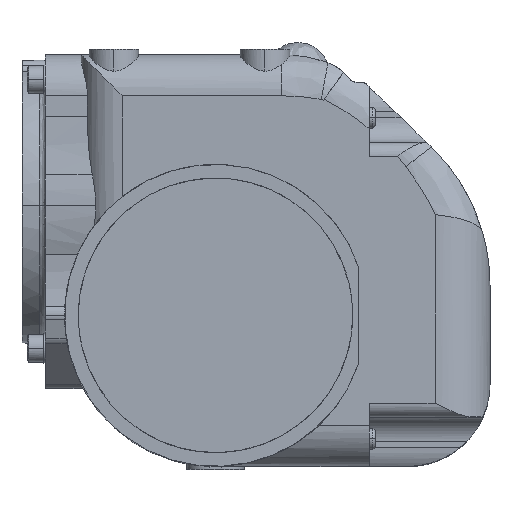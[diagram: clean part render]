
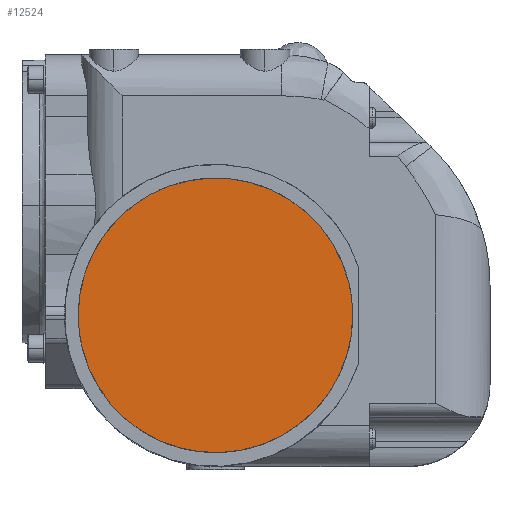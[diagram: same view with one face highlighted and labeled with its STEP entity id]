
A CAD part, top view. The second image highlights one B-rep face of the part: STEP entity #12524.
In plain terms, the highlighted planar face has unit normal (0, 0, 1).
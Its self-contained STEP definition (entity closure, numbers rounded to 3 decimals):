
#138 = DIRECTION ( 'NONE',  ( 0., 0., -1. ) ) ;
#316 = CARTESIAN_POINT ( 'NONE',  ( 33.041, -37.669, 65. ) ) ;
#587 = EDGE_LOOP ( 'NONE', ( #2760, #999 ) ) ;
#680 = CARTESIAN_POINT ( 'NONE',  ( -50., 3.272, 65. ) ) ;
#757 = CARTESIAN_POINT ( 'NONE',  ( -43.392, 25.058, 65. ) ) ;
#839 = CARTESIAN_POINT ( 'NONE',  ( 25.058, 43.392, 65. ) ) ;
#926 = CARTESIAN_POINT ( 'NONE',  ( 3.272, 50., 65. ) ) ;
#999 = ORIENTED_EDGE ( 'NONE', *, *, #6756, .F. ) ;
#1005 = CARTESIAN_POINT ( 'NONE',  ( 49.678, 6.545, 65. ) ) ;
#1321 = B_SPLINE_CURVE_WITH_KNOTS ( 'NONE', 3,
 ( #4427, #11865, #1576, #5595, #13366, #6689, #14542, #1897, #14696, #316, #7946, #5767, #11780, #13287, #10530, #11943, #9351, #15639, #10854, #10607, #4179, #6930, #13209, #4252, #9278, #14456, #3084, #2998, #10683, #8187, #8105, #1739, #15794, #4339 ),
 .UNSPECIFIED., .F., .F.,
 ( 4, 2, 2, 2, 2, 2, 2, 2, 2, 2, 2, 2, 2, 2, 2, 2, 4 ),
 ( 0., 0.063, 0.125, 0.187, 0.25, 0.312, 0.375, 0.438, 0.5, 0.563, 0.625, 0.688, 0.75, 0.813, 0.875, 0.938, 1. ),
 .UNSPECIFIED. ) ;
#1391 = FACE_OUTER_BOUND ( 'NONE', #587, .T. ) ;
#1576 = CARTESIAN_POINT ( 'NONE',  ( 49.678, -6.545, 65. ) ) ;
#1739 = CARTESIAN_POINT ( 'NONE',  ( -49.678, -6.545, 65. ) ) ;
#1897 = CARTESIAN_POINT ( 'NONE',  ( 39.755, -30.499, 65. ) ) ;
#2085 = CARTESIAN_POINT ( 'NONE',  ( 22.158, 44.942, 65. ) ) ;
#2261 = CARTESIAN_POINT ( 'NONE',  ( 43.392, 25.058, 65. ) ) ;
#2760 = ORIENTED_EDGE ( 'NONE', *, *, #10026, .F. ) ;
#2998 = CARTESIAN_POINT ( 'NONE',  ( -43.392, -25.058, 65. ) ) ;
#3084 = CARTESIAN_POINT ( 'NONE',  ( -39.755, -30.499, 65. ) ) ;
#3281 = CARTESIAN_POINT ( 'NONE',  ( -33.041, 37.669, 65. ) ) ;
#3359 = CARTESIAN_POINT ( 'NONE',  ( -48.401, 12.964, 65. ) ) ;
#3517 = CARTESIAN_POINT ( 'NONE',  ( -25.058, 43.392, 65. ) ) ;
#3755 = B_SPLINE_CURVE_WITH_KNOTS ( 'NONE', 3,
 ( #16155, #680, #13640, #3359, #15989, #14734, #757, #5877, #11129, #3281, #16309, #3517, #5962, #7290, #8385, #12383, #10966, #926, #16072, #9715, #13562, #2085, #839, #6043, #16228, #11053, #4703, #2261, #9792, #14893, #7375, #1005, #14642, #12130 ),
 .UNSPECIFIED., .F., .F.,
 ( 4, 2, 2, 2, 2, 2, 2, 2, 2, 2, 2, 2, 2, 2, 2, 2, 4 ),
 ( 0., 0.063, 0.125, 0.188, 0.25, 0.313, 0.375, 0.438, 0.5, 0.563, 0.625, 0.688, 0.75, 0.813, 0.875, 0.938, 1. ),
 .UNSPECIFIED. ) ;
#4179 = CARTESIAN_POINT ( 'NONE',  ( -16.111, -47.446, 65. ) ) ;
#4252 = CARTESIAN_POINT ( 'NONE',  ( -30.499, -39.755, 65. ) ) ;
#4339 = CARTESIAN_POINT ( 'NONE',  ( -50., 0., 65. ) ) ;
#4427 = CARTESIAN_POINT ( 'NONE',  ( 50., 0., 65. ) ) ;
#4703 = CARTESIAN_POINT ( 'NONE',  ( 39.755, 30.499, 65. ) ) ;
#5595 = CARTESIAN_POINT ( 'NONE',  ( 48.401, -12.964, 65. ) ) ;
#5767 = CARTESIAN_POINT ( 'NONE',  ( 25.058, -43.392, 65. ) ) ;
#5877 = CARTESIAN_POINT ( 'NONE',  ( -39.755, 30.499, 65. ) ) ;
#5962 = CARTESIAN_POINT ( 'NONE',  ( -22.158, 44.942, 65. ) ) ;
#6043 = CARTESIAN_POINT ( 'NONE',  ( 30.499, 39.755, 65. ) ) ;
#6508 = DIRECTION ( 'NONE',  ( -1., 0., 0. ) ) ;
#6689 = CARTESIAN_POINT ( 'NONE',  ( 44.942, -22.158, 65. ) ) ;
#6756 = EDGE_CURVE ( 'NONE', #11826, #15462, #3755, .T. ) ;
#6930 = CARTESIAN_POINT ( 'NONE',  ( -22.158, -44.942, 65. ) ) ;
#7290 = CARTESIAN_POINT ( 'NONE',  ( -16.111, 47.446, 65. ) ) ;
#7375 = CARTESIAN_POINT ( 'NONE',  ( 48.401, 12.964, 65. ) ) ;
#7946 = CARTESIAN_POINT ( 'NONE',  ( 30.499, -39.755, 65. ) ) ;
#8105 = CARTESIAN_POINT ( 'NONE',  ( -48.401, -12.964, 65. ) ) ;
#8187 = CARTESIAN_POINT ( 'NONE',  ( -47.446, -16.111, 65. ) ) ;
#8237 = CARTESIAN_POINT ( 'NONE',  ( 50., 0., 65. ) ) ;
#8385 = CARTESIAN_POINT ( 'NONE',  ( -12.964, 48.401, 65. ) ) ;
#9278 = CARTESIAN_POINT ( 'NONE',  ( -33.041, -37.669, 65. ) ) ;
#9351 = CARTESIAN_POINT ( 'NONE',  ( 3.272, -50., 65. ) ) ;
#9715 = CARTESIAN_POINT ( 'NONE',  ( 12.964, 48.401, 65. ) ) ;
#9792 = CARTESIAN_POINT ( 'NONE',  ( 44.942, 22.158, 65. ) ) ;
#10026 = EDGE_CURVE ( 'NONE', #15462, #11826, #1321, .T. ) ;
#10281 = AXIS2_PLACEMENT_3D ( 'NONE', #11508, #138, #6508 ) ;
#10530 = CARTESIAN_POINT ( 'NONE',  ( 12.964, -48.401, 65. ) ) ;
#10607 = CARTESIAN_POINT ( 'NONE',  ( -12.964, -48.401, 65. ) ) ;
#10683 = CARTESIAN_POINT ( 'NONE',  ( -44.942, -22.158, 65. ) ) ;
#10854 = CARTESIAN_POINT ( 'NONE',  ( -6.545, -49.678, 65. ) ) ;
#10966 = CARTESIAN_POINT ( 'NONE',  ( -3.272, 50., 65. ) ) ;
#11053 = CARTESIAN_POINT ( 'NONE',  ( 37.669, 33.041, 65. ) ) ;
#11129 = CARTESIAN_POINT ( 'NONE',  ( -37.669, 33.041, 65. ) ) ;
#11346 = PLANE ( 'NONE',  #10281 ) ;
#11508 = CARTESIAN_POINT ( 'NONE',  ( 0., 0., 65. ) ) ;
#11780 = CARTESIAN_POINT ( 'NONE',  ( 22.158, -44.942, 65. ) ) ;
#11826 = VERTEX_POINT ( 'NONE', #12565 ) ;
#11865 = CARTESIAN_POINT ( 'NONE',  ( 50., -3.272, 65. ) ) ;
#11943 = CARTESIAN_POINT ( 'NONE',  ( 6.545, -49.678, 65. ) ) ;
#12130 = CARTESIAN_POINT ( 'NONE',  ( 50., 0., 65. ) ) ;
#12383 = CARTESIAN_POINT ( 'NONE',  ( -6.545, 49.678, 65. ) ) ;
#12524 = ADVANCED_FACE ( 'NONE', ( #1391 ), #11346, .F. ) ;
#12565 = CARTESIAN_POINT ( 'NONE',  ( -50., 0., 65. ) ) ;
#13209 = CARTESIAN_POINT ( 'NONE',  ( -25.058, -43.392, 65. ) ) ;
#13287 = CARTESIAN_POINT ( 'NONE',  ( 16.111, -47.446, 65. ) ) ;
#13366 = CARTESIAN_POINT ( 'NONE',  ( 47.446, -16.111, 65. ) ) ;
#13562 = CARTESIAN_POINT ( 'NONE',  ( 16.111, 47.446, 65. ) ) ;
#13640 = CARTESIAN_POINT ( 'NONE',  ( -49.678, 6.545, 65. ) ) ;
#14456 = CARTESIAN_POINT ( 'NONE',  ( -37.669, -33.041, 65. ) ) ;
#14542 = CARTESIAN_POINT ( 'NONE',  ( 43.392, -25.058, 65. ) ) ;
#14642 = CARTESIAN_POINT ( 'NONE',  ( 50., 3.272, 65. ) ) ;
#14696 = CARTESIAN_POINT ( 'NONE',  ( 37.669, -33.041, 65. ) ) ;
#14734 = CARTESIAN_POINT ( 'NONE',  ( -44.942, 22.158, 65. ) ) ;
#14893 = CARTESIAN_POINT ( 'NONE',  ( 47.446, 16.111, 65. ) ) ;
#15462 = VERTEX_POINT ( 'NONE', #8237 ) ;
#15639 = CARTESIAN_POINT ( 'NONE',  ( -3.272, -50., 65. ) ) ;
#15794 = CARTESIAN_POINT ( 'NONE',  ( -50., -3.272, 65. ) ) ;
#15989 = CARTESIAN_POINT ( 'NONE',  ( -47.446, 16.111, 65. ) ) ;
#16072 = CARTESIAN_POINT ( 'NONE',  ( 6.545, 49.678, 65. ) ) ;
#16155 = CARTESIAN_POINT ( 'NONE',  ( -50., 0., 65. ) ) ;
#16228 = CARTESIAN_POINT ( 'NONE',  ( 33.041, 37.669, 65. ) ) ;
#16309 = CARTESIAN_POINT ( 'NONE',  ( -30.499, 39.755, 65. ) ) ;
